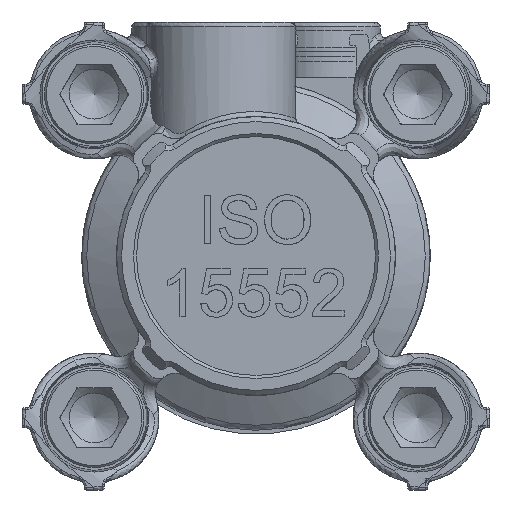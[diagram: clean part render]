
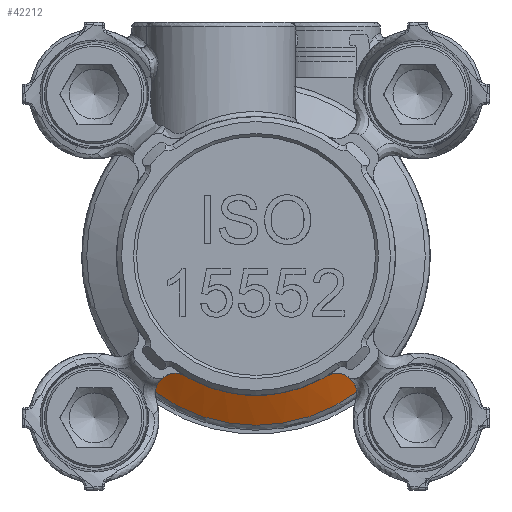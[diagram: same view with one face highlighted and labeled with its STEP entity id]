
A CAD part, front view. The second image highlights one B-rep face of the part: STEP entity #42212.
In plain terms, the highlighted conical face has half-angle 60 degrees and reference radius 17 mm.
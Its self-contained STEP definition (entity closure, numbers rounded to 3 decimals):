
#1957 = CARTESIAN_POINT ( 'NONE',  ( 0., 21.361, 0. ) ) ;
#2924 = CARTESIAN_POINT ( 'NONE',  ( 7.977, 19.763, -11.787 ) ) ;
#4089 = CARTESIAN_POINT ( 'NONE',  ( -7.102, 19.629, -12.065 ) ) ;
#4984 = VERTEX_POINT ( 'NONE', #102772 ) ;
#5428 = CARTESIAN_POINT ( 'NONE',  ( -7.574, 19.673, -11.864 ) ) ;
#6598 = CARTESIAN_POINT ( 'NONE',  ( -9.697, 20.709, -12.563 ) ) ;
#7331 = AXIS2_PLACEMENT_3D ( 'NONE', #1957, #38696, #112107 ) ;
#9004 = CARTESIAN_POINT ( 'NONE',  ( -9.722, 20.733, -12.596 ) ) ;
#11383 = CARTESIAN_POINT ( 'NONE',  ( 10.099, 21.279, -13.498 ) ) ;
#16417 = AXIS2_PLACEMENT_3D ( 'NONE', #31356, #117349, #27068 ) ;
#20370 = CARTESIAN_POINT ( 'NONE',  ( 7.263, 19.629, -11.97 ) ) ;
#20946 = CARTESIAN_POINT ( 'NONE',  ( 10.11, 21.361, -13.667 ) ) ;
#23425 = CARTESIAN_POINT ( 'NONE',  ( -7.182, 19.629, -12.018 ) ) ;
#25564 = B_SPLINE_CURVE_WITH_KNOTS ( 'NONE', 3,
 ( #20946, #11383, #96187, #31212, #113632, #30611, #93822, #114220, #58955, #85993, #87169, #2924, #84811, #75761, #20370, #57196 ),
 .UNSPECIFIED., .F., .F.,
 ( 4, 2, 2, 2, 2, 2, 2, 4 ),
 ( 0., 0.001, 0.001, 0.002, 0.003, 0.003, 0.004, 0.004 ),
 .UNSPECIFIED. ) ;
#27068 = DIRECTION ( 'NONE',  ( 0., 0., 1. ) ) ;
#28428 = CIRCLE ( 'NONE', #7331, 17. ) ;
#30611 = CARTESIAN_POINT ( 'NONE',  ( 9.644, 20.644, -12.463 ) ) ;
#31212 = CARTESIAN_POINT ( 'NONE',  ( 9.969, 21.016, -13.025 ) ) ;
#31315 = CARTESIAN_POINT ( 'NONE',  ( -8.111, 19.808, -11.789 ) ) ;
#31356 = CARTESIAN_POINT ( 'NONE',  ( 0., 21.361, 0. ) ) ;
#31901 = CARTESIAN_POINT ( 'NONE',  ( -8.492, 19.947, -11.815 ) ) ;
#34259 = CARTESIAN_POINT ( 'NONE',  ( -9.265, 20.365, -12.143 ) ) ;
#35730 = CARTESIAN_POINT ( 'NONE',  ( 7.1, 19.629, -12.066 ) ) ;
#35976 = CIRCLE ( 'NONE', #97485, 14. ) ;
#37483 = DIRECTION ( 'NONE',  ( 0., 0., 1. ) ) ;
#38696 = DIRECTION ( 'NONE',  ( 0., 1., 0. ) ) ;
#40291 = CARTESIAN_POINT ( 'NONE',  ( -7.527, 19.665, -11.878 ) ) ;
#42104 = CARTESIAN_POINT ( 'NONE',  ( -7.931, 19.754, -11.798 ) ) ;
#42212 = ADVANCED_FACE ( 'NONE', ( #60299 ), #53057, .T. ) ;
#43079 = ORIENTED_EDGE ( 'NONE', *, *, #102613, .T. ) ;
#43265 = EDGE_LOOP ( 'NONE', ( #79320, #86455, #43079, #52413 ) ) ;
#43918 = CARTESIAN_POINT ( 'NONE',  ( -8.734, 20.061, -11.883 ) ) ;
#44548 = CARTESIAN_POINT ( 'NONE',  ( -9.107, 20.267, -12.051 ) ) ;
#46004 = CARTESIAN_POINT ( 'NONE',  ( 0., 19.629, 0. ) ) ;
#50047 = CARTESIAN_POINT ( 'NONE',  ( -8.135, 19.816, -11.789 ) ) ;
#51222 = CARTESIAN_POINT ( 'NONE',  ( -7.438, 19.652, -11.908 ) ) ;
#52413 = ORIENTED_EDGE ( 'NONE', *, *, #94276, .F. ) ;
#53057 = CONICAL_SURFACE ( 'NONE', #16417, 17., 1.047 ) ;
#54712 = B_SPLINE_CURVE_WITH_KNOTS ( 'NONE', 3,
 ( #78217, #23425, #86093, #97467, #51222, #40291, #5428, #77036, #113751, #42104, #114311, #78798, #31315, #50047, #86678, #31901, #43918, #81243, #90844, #72161, #110055, #63200, #44548, #116683, #34259, #54785, #80637, #91430, #6598, #9004, #81805, #117295, #70982, #99870, #118457 ),
 .UNSPECIFIED., .F., .F.,
 ( 4, 2, 2, 2, 2, 1, 2, 2, 2, 2, 1, 1, 2, 2, 2, 2, 2, 2, 4 ),
 ( 0., 0.062, 0.094, 0.125, 0.187, 0.219, 0.234, 0.25, 0.375, 0.437, 0.469, 0.484, 0.492, 0.5, 0.625, 0.687, 0.719, 0.75, 1. ),
 .UNSPECIFIED. ) ;
#54785 = CARTESIAN_POINT ( 'NONE',  ( -9.392, 20.454, -12.239 ) ) ;
#56022 = EDGE_CURVE ( 'NONE', #56770, #64911, #35976, .T. ) ;
#56770 = VERTEX_POINT ( 'NONE', #35730 ) ;
#57196 = CARTESIAN_POINT ( 'NONE',  ( 7.1, 19.629, -12.066 ) ) ;
#58955 = CARTESIAN_POINT ( 'NONE',  ( 8.827, 20.107, -11.914 ) ) ;
#60299 = FACE_OUTER_BOUND ( 'NONE', #43265, .T. ) ;
#63200 = CARTESIAN_POINT ( 'NONE',  ( -9.087, 20.256, -12.04 ) ) ;
#64911 = VERTEX_POINT ( 'NONE', #4089 ) ;
#70982 = CARTESIAN_POINT ( 'NONE',  ( -9.989, 21.018, -13.013 ) ) ;
#72161 = CARTESIAN_POINT ( 'NONE',  ( -8.991, 20.198, -11.988 ) ) ;
#74053 = CARTESIAN_POINT ( 'NONE',  ( -10.112, 21.361, -13.665 ) ) ;
#74201 = DIRECTION ( 'NONE',  ( 0., 1., 0. ) ) ;
#75761 = CARTESIAN_POINT ( 'NONE',  ( 7.439, 19.647, -11.899 ) ) ;
#77036 = CARTESIAN_POINT ( 'NONE',  ( -7.708, 19.698, -11.83 ) ) ;
#78217 = CARTESIAN_POINT ( 'NONE',  ( -7.102, 19.629, -12.065 ) ) ;
#78798 = CARTESIAN_POINT ( 'NONE',  ( -8.066, 19.794, -11.789 ) ) ;
#79320 = ORIENTED_EDGE ( 'NONE', *, *, #114458, .T. ) ;
#80637 = CARTESIAN_POINT ( 'NONE',  ( -9.566, 20.591, -12.407 ) ) ;
#81243 = CARTESIAN_POINT ( 'NONE',  ( -8.814, 20.101, -11.911 ) ) ;
#81805 = CARTESIAN_POINT ( 'NONE',  ( -9.771, 20.781, -12.664 ) ) ;
#84811 = CARTESIAN_POINT ( 'NONE',  ( 7.795, 19.714, -11.807 ) ) ;
#85993 = CARTESIAN_POINT ( 'NONE',  ( 8.501, 19.953, -11.821 ) ) ;
#86093 = CARTESIAN_POINT ( 'NONE',  ( -7.265, 19.634, -11.977 ) ) ;
#86455 = ORIENTED_EDGE ( 'NONE', *, *, #56022, .T. ) ;
#86678 = CARTESIAN_POINT ( 'NONE',  ( -8.326, 19.88, -11.792 ) ) ;
#87169 = CARTESIAN_POINT ( 'NONE',  ( 8.332, 19.883, -11.794 ) ) ;
#90844 = CARTESIAN_POINT ( 'NONE',  ( -8.932, 20.165, -11.961 ) ) ;
#91430 = CARTESIAN_POINT ( 'NONE',  ( -9.62, 20.638, -12.467 ) ) ;
#93822 = CARTESIAN_POINT ( 'NONE',  ( 9.407, 20.454, -12.23 ) ) ;
#94276 = EDGE_CURVE ( 'NONE', #4984, #109542, #28428, .T. ) ;
#96187 = CARTESIAN_POINT ( 'NONE',  ( 10.068, 21.194, -13.336 ) ) ;
#97467 = CARTESIAN_POINT ( 'NONE',  ( -7.394, 19.647, -11.924 ) ) ;
#97485 = AXIS2_PLACEMENT_3D ( 'NONE', #46004, #74201, #37483 ) ;
#99870 = CARTESIAN_POINT ( 'NONE',  ( -10.091, 21.195, -13.322 ) ) ;
#102613 = EDGE_CURVE ( 'NONE', #64911, #109542, #54712, .T. ) ;
#102772 = CARTESIAN_POINT ( 'NONE',  ( 10.11, 21.361, -13.667 ) ) ;
#109542 = VERTEX_POINT ( 'NONE', #74053 ) ;
#110055 = CARTESIAN_POINT ( 'NONE',  ( -9.059, 20.238, -12.024 ) ) ;
#112107 = DIRECTION ( 'NONE',  ( 0., 0., 1. ) ) ;
#113632 = CARTESIAN_POINT ( 'NONE',  ( 9.899, 20.923, -12.874 ) ) ;
#113751 = CARTESIAN_POINT ( 'NONE',  ( -7.797, 19.718, -11.814 ) ) ;
#114220 = CARTESIAN_POINT ( 'NONE',  ( 8.983, 20.192, -11.982 ) ) ;
#114311 = CARTESIAN_POINT ( 'NONE',  ( -7.998, 19.773, -11.792 ) ) ;
#114458 = EDGE_CURVE ( 'NONE', #4984, #56770, #25564, .T. ) ;
#116683 = CARTESIAN_POINT ( 'NONE',  ( -9.117, 20.274, -12.057 ) ) ;
#117295 = CARTESIAN_POINT ( 'NONE',  ( -9.795, 20.806, -12.7 ) ) ;
#117349 = DIRECTION ( 'NONE',  ( 0., 1., 0. ) ) ;
#118457 = CARTESIAN_POINT ( 'NONE',  ( -10.112, 21.361, -13.665 ) ) ;
